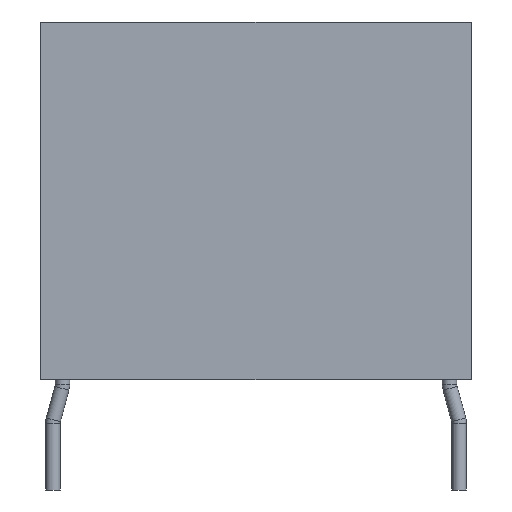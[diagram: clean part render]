
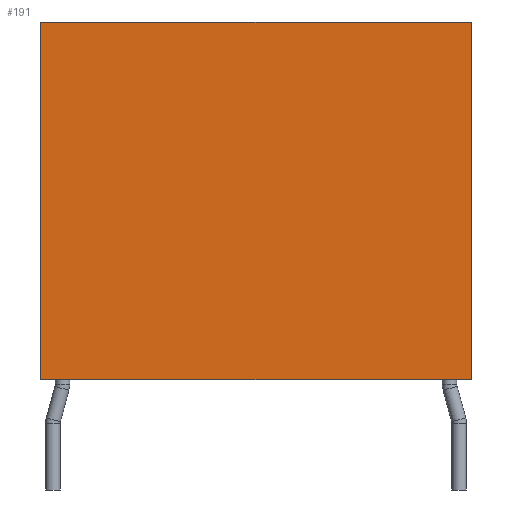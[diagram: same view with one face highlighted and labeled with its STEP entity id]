
A CAD part, front view. The second image highlights one B-rep face of the part: STEP entity #191.
In plain terms, the highlighted planar face has unit normal (0, -1, 0).
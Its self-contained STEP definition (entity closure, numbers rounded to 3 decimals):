
#191=ADVANCED_FACE('',(#197),#192,.T.);
#192=PLANE('',#193);
#193=AXIS2_PLACEMENT_3D('',#194,#195,#196);
#194=CARTESIAN_POINT('',(-1.029,-3.556,0.0));
#195=DIRECTION('',(0.0,-1.0,0.0));
#196=DIRECTION('',(0.,0.,1.));
#197=FACE_OUTER_BOUND('',#198,.T.);
#198=EDGE_LOOP('',(#199,#209,#219,#229));
#202=CARTESIAN_POINT('',(15.481,-3.556,0.0));
#201=VERTEX_POINT('',#202);
#204=CARTESIAN_POINT('',(-1.029,-3.556,0.0));
#203=VERTEX_POINT('',#204);
#200=EDGE_CURVE('',#201,#203,#205,.T.);
#205=LINE('',#202,#207);
#207=VECTOR('',#208,16.51);
#208=DIRECTION('',(-1.0,0.0,0.0));
#199=ORIENTED_EDGE('',*,*,#200,.F.);
#212=CARTESIAN_POINT('',(15.481,-3.556,13.716));
#211=VERTEX_POINT('',#212);
#210=EDGE_CURVE('',#211,#201,#215,.T.);
#215=LINE('',#212,#217);
#217=VECTOR('',#218,13.716);
#218=DIRECTION('',(0.0,0.0,-1.0));
#209=ORIENTED_EDGE('',*,*,#210,.F.);
#222=CARTESIAN_POINT('',(-1.029,-3.556,13.716));
#221=VERTEX_POINT('',#222);
#220=EDGE_CURVE('',#221,#211,#225,.T.);
#225=LINE('',#222,#227);
#227=VECTOR('',#228,16.51);
#228=DIRECTION('',(1.0,0.0,0.0));
#219=ORIENTED_EDGE('',*,*,#220,.F.);
#230=EDGE_CURVE('',#203,#221,#235,.T.);
#235=LINE('',#204,#237);
#237=VECTOR('',#238,13.716);
#238=DIRECTION('',(0.0,0.0,1.0));
#229=ORIENTED_EDGE('',*,*,#230,.F.);
